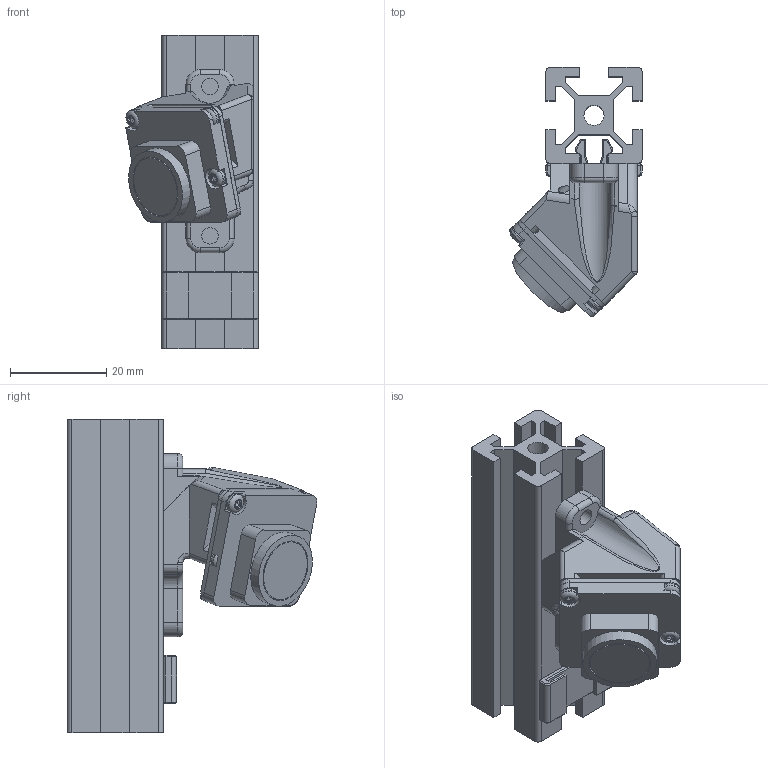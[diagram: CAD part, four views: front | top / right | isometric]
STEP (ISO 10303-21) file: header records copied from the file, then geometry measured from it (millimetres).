
FILE_DESCRIPTION(/* description */ (''),/* implementation_level */ '2;1');
FILE_NAME(/* name */ 'PiCam3 Mount v40.step',/* time_stamp */ '2023-03-18T20:26:25-05:00',/* author */ (''),/* organization */ (''),/* preprocessor_version */ 'ST-DEVELOPER v19.2',/* originating_system */ 'Autodesk Translation Framework v11.17.0.187',/* authorisation */ '');
FILE_SCHEMA (('AUTOMOTIVE_DESIGN { 1 0 10303 214 3 1 1 }'));
Length unit declared in the file: millimetre
Products named in the file (6): PiCam3 Mount; Mount; Ribbon Holder; PiCam 3; Camera Cover; 90362A138_18-8 Stainless Steel Pan Head Torx Screws
Assembly tree (8 placements, depth 2):
  PiCam3 Mount
    Mount
    Ribbon Holder
    PiCam 3
    Camera Cover
    90362A138_18-8 Stainless Steel Pan Head Torx Screws  x4
Bounding box: 27.47 x 51.83 x 65 mm (x, y, z)
Volume: 21190.9 mm3; surface area: 21070.2 mm2
Topology: 10 solids, 10 shells, 806 faces, 2148 edges, 1320 vertices
Faces by surface type: cylinder 350, plane 307, cone 102, bspline 26, torus 18, sphere 3
Full cylindrical faces by diameter (mm): 1.48 x76, 1.8 x4, 2 x72, 2.2 x6, 3.4 x2, 4 x4, 4.2 x1, 5 x1, 6.95 x1, 9.4 x1, 12.4 x1, 12.8 x1, 15.3 x1
Entity records: 21243 total; most frequent: CARTESIAN_POINT 7517, ORIENTED_EDGE 2844, DIRECTION 2720, EDGE_CURVE 1422, LINE 932, VECTOR 932, AXIS2_PLACEMENT_3D 894, VERTEX_POINT 885
